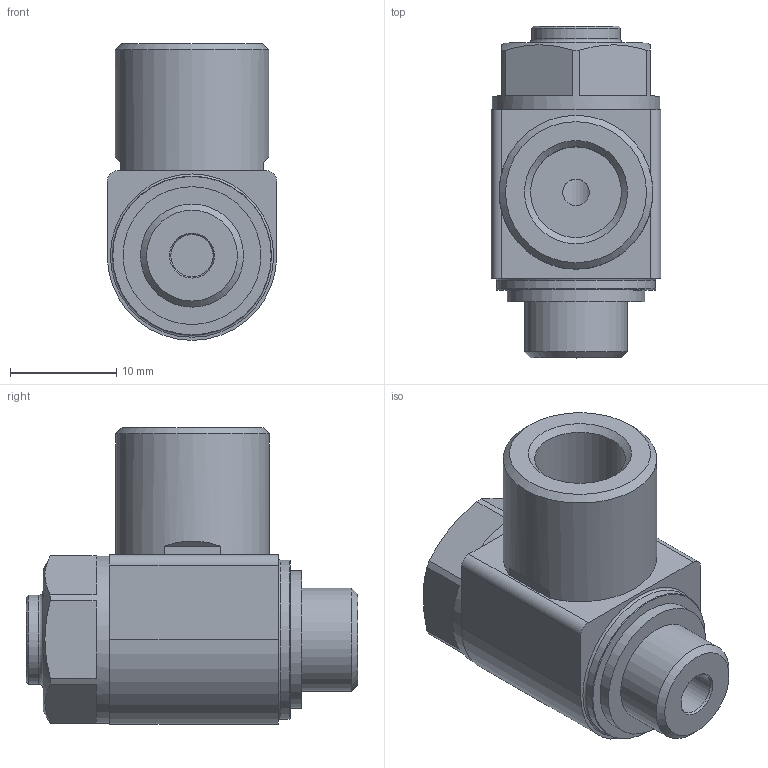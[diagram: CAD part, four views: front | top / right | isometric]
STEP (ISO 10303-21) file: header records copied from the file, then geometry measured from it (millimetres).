
FILE_DESCRIPTION(/* description */ ('STEP AP214'),/* implementation_level */ '2;1');
FILE_NAME(/* name */ '151165_GRLA-1_8-B',/* time_stamp */ '2024-08-28T12:57:26+02:00',/* author */ ('License CC BY-ND 4.0'),/* organization */ ('CADENAS'),/* preprocessor_version */ 'ST-DEVELOPER v19.3',/* originating_system */ 'PARTsolutions',/* authorisation */ ' ');
FILE_SCHEMA (('AUTOMOTIVE_DESIGN {1 0 10303 214 3 1 1}'));
Length unit declared in the file: millimetre
Products named in the file (1): 151165 GRLA-1/8-B
Bounding box: 16 x 31.3 x 28 mm (x, y, z)
Volume: 6564.8 mm3; surface area: 3049.8 mm2
Topology: 1 solids, 1 shells, 62 faces, 141 edges, 89 vertices
Faces by surface type: plane 34, cylinder 15, cone 8, torus 5
Full cylindrical faces by diameter (mm): 2.5 x1, 4 x1, 7.2 x1, 8.4 x1, 8.566 x1, 9.728 x1, 13 x1, 14.5 x1, 15 x1, 15.8 x1
Entity records: 1643 total; most frequent: CARTESIAN_POINT 308, DIRECTION 286, ORIENTED_EDGE 228, AXIS2_PLACEMENT_3D 120, EDGE_CURVE 114, EDGE_LOOP 93, FACE_BOUND 93, VERTEX_POINT 83
